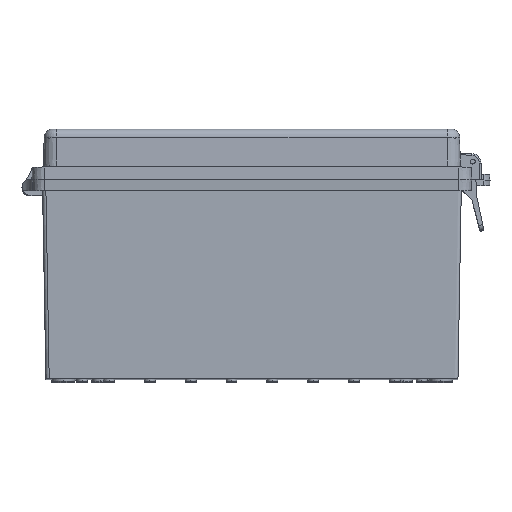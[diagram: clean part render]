
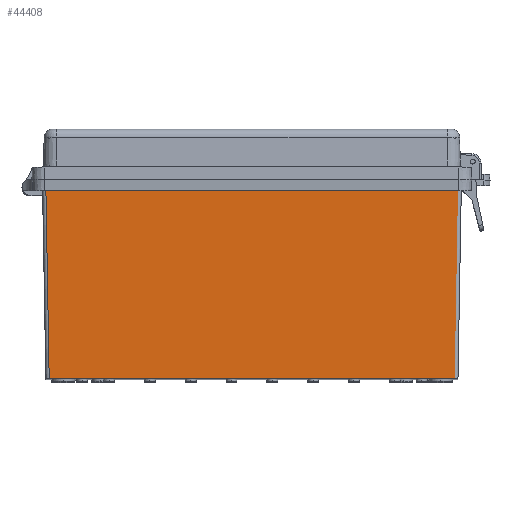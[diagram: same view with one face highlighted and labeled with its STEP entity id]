
A CAD part, top view. The second image highlights one B-rep face of the part: STEP entity #44408.
In plain terms, the highlighted planar face has unit normal (0, -0.018, 1).
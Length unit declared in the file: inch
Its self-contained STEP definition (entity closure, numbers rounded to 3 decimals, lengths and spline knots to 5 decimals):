
#1210 = EDGE_CURVE ( 'NONE', #37214, #53943, #25133, .T. ) ;
#2497 = DIRECTION ( 'NONE',  ( 0.017, -1., -0.017 ) ) ;
#3136 = CARTESIAN_POINT ( 'NONE',  ( -4.96748, 4.5375, 7.02841 ) ) ;
#3461 = CARTESIAN_POINT ( 'NONE',  ( 4.88831, 0.0014, 6.94923 ) ) ;
#4061 = CARTESIAN_POINT ( 'NONE',  ( -4.88829, 0., 6.94921 ) ) ;
#4130 = EDGE_CURVE ( 'NONE', #53943, #49762, #17027, .T. ) ;
#4907 = DIRECTION ( 'NONE',  ( 1., 0., 0. ) ) ;
#4910 = EDGE_CURVE ( 'NONE', #14835, #37214, #22383, .T. ) ;
#6532 = VERTEX_POINT ( 'NONE', #4061 ) ;
#6869 = ORIENTED_EDGE ( 'NONE', *, *, #20815, .T. ) ;
#7883 = VECTOR ( 'NONE', #2497, 39.37008 ) ;
#7931 = CARTESIAN_POINT ( 'NONE',  ( -4.96748, 4.5375, 6.94841 ) ) ;
#8056 = DIRECTION ( 'NONE',  ( 0., 0., 1. ) ) ;
#9591 = VERTEX_POINT ( 'NONE', #25862 ) ;
#12980 = CARTESIAN_POINT ( 'NONE',  ( 4.96748, 4.5375, 6.94841 ) ) ;
#14835 = VERTEX_POINT ( 'NONE', #22498 ) ;
#15331 = LINE ( 'NONE', #18346, #40300 ) ;
#15620 = DIRECTION ( 'NONE',  ( 0., 0., 1. ) ) ;
#16318 = DIRECTION ( 'NONE',  ( 0.017, 1., 0.017 ) ) ;
#17027 = CIRCLE ( 'NONE', #35401, 0.08 ) ;
#18253 = VECTOR ( 'NONE', #16318, 39.37008 ) ;
#18346 = CARTESIAN_POINT ( 'NONE',  ( 4.96827, 0., 6.94921 ) ) ;
#20729 = ORIENTED_EDGE ( 'NONE', *, *, #48890, .T. ) ;
#20815 = EDGE_CURVE ( 'NONE', #6532, #9591, #15331, .T. ) ;
#22383 = CIRCLE ( 'NONE', #38094, 0.08 ) ;
#22498 = CARTESIAN_POINT ( 'NONE',  ( -4.96749, 4.5375, 7.02841 ) ) ;
#23799 = LINE ( 'NONE', #30938, #7883 ) ;
#24815 = ORIENTED_EDGE ( 'NONE', *, *, #4130, .F. ) ;
#25133 = LINE ( 'NONE', #41855, #38485 ) ;
#25361 = DIRECTION ( 'NONE',  ( 0., -0.017, 1. ) ) ;
#25824 = ORIENTED_EDGE ( 'NONE', *, *, #1210, .F. ) ;
#25862 = CARTESIAN_POINT ( 'NONE',  ( 4.88829, 0., 6.94921 ) ) ;
#26458 = ORIENTED_EDGE ( 'NONE', *, *, #39983, .T. ) ;
#26641 = AXIS2_PLACEMENT_3D ( 'NONE', #28925, #25361, #33870 ) ;
#28925 = CARTESIAN_POINT ( 'NONE',  ( 4.96827, 0., 6.94921 ) ) ;
#29651 = DIRECTION ( 'NONE',  ( 0., 1., 0. ) ) ;
#30938 = CARTESIAN_POINT ( 'NONE',  ( -4.88528, -0.17194, 6.94621 ) ) ;
#30946 = CARTESIAN_POINT ( 'NONE',  ( 4.96749, 4.5375, 7.02841 ) ) ;
#32569 = DIRECTION ( 'NONE',  ( 0., 1., 0. ) ) ;
#33309 = PLANE ( 'NONE',  #26641 ) ;
#33870 = DIRECTION ( 'NONE',  ( 0., -1., -0.017 ) ) ;
#35044 = DIRECTION ( 'NONE',  ( 1., 0., 0. ) ) ;
#35401 = AXIS2_PLACEMENT_3D ( 'NONE', #12980, #29651, #8056 ) ;
#36830 = ORIENTED_EDGE ( 'NONE', *, *, #4910, .F. ) ;
#37214 = VERTEX_POINT ( 'NONE', #3136 ) ;
#38094 = AXIS2_PLACEMENT_3D ( 'NONE', #7931, #32569, #15620 ) ;
#38485 = VECTOR ( 'NONE', #4907, 39.37008 ) ;
#39845 = EDGE_LOOP ( 'NONE', ( #6869, #26458, #24815, #25824, #36830, #20729 ) ) ;
#39983 = EDGE_CURVE ( 'NONE', #9591, #49762, #40965, .T. ) ;
#40300 = VECTOR ( 'NONE', #35044, 39.37008 ) ;
#40965 = LINE ( 'NONE', #3461, #18253 ) ;
#41855 = CARTESIAN_POINT ( 'NONE',  ( 4.96748, 4.5375, 7.02841 ) ) ;
#44408 = ADVANCED_FACE ( 'NONE', ( #49493 ), #33309, .T. ) ;
#48890 = EDGE_CURVE ( 'NONE', #14835, #6532, #23799, .T. ) ;
#49493 = FACE_OUTER_BOUND ( 'NONE', #39845, .T. ) ;
#49755 = CARTESIAN_POINT ( 'NONE',  ( 4.96748, 4.5375, 7.02841 ) ) ;
#49762 = VERTEX_POINT ( 'NONE', #30946 ) ;
#53943 = VERTEX_POINT ( 'NONE', #49755 ) ;
